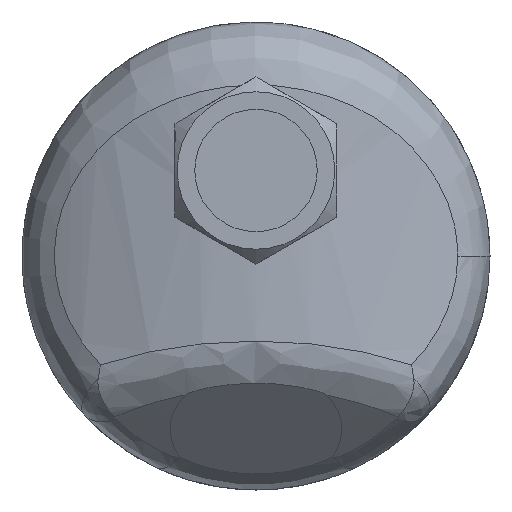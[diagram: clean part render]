
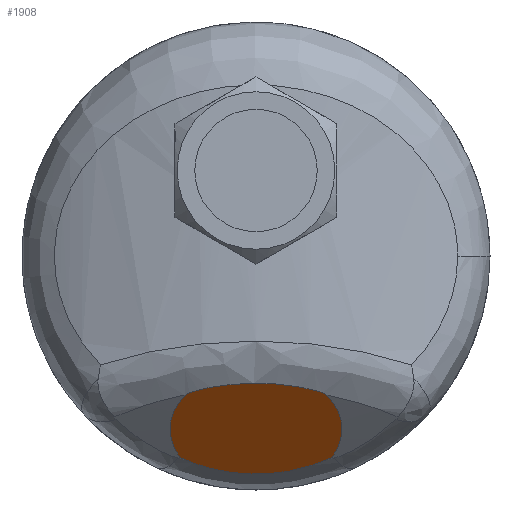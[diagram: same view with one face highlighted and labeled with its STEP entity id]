
A CAD part, left-side view. The second image highlights one B-rep face of the part: STEP entity #1908.
In plain terms, the highlighted free-form (B-spline) face has degree [1, 1] with [2, 2] control points.
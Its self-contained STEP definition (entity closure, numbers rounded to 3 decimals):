
#1227=CARTESIAN_POINT('',(-35.782,-16.946,-44.718));
#1228=VERTEX_POINT('',#1227);
#1248=CARTESIAN_POINT('',(-35.782,16.946,-44.718));
#1249=VERTEX_POINT('',#1248);
#1250=CARTESIAN_POINT('',(-35.782,-16.946,-44.718));
#1251=CARTESIAN_POINT('',(-35.279,-15.871,-45.221));
#1252=CARTESIAN_POINT('',(-34.662,-14.386,-45.838));
#1253=CARTESIAN_POINT('',(-33.865,-12.074,-46.635));
#1254=CARTESIAN_POINT('',(-33.285,-10.104,-47.215));
#1255=CARTESIAN_POINT('',(-32.796,-7.958,-47.704));
#1256=CARTESIAN_POINT('',(-32.504,-6.284,-47.996));
#1257=CARTESIAN_POINT('',(-32.266,-4.595,-48.234));
#1258=CARTESIAN_POINT('',(-32.069,-2.566,-48.431));
#1259=CARTESIAN_POINT('',(-32.004,-0.531,-48.496));
#1260=CARTESIAN_POINT('',(-32.025,1.176,-48.475));
#1261=CARTESIAN_POINT('',(-32.082,2.461,-48.418));
#1262=CARTESIAN_POINT('',(-32.262,4.703,-48.238));
#1263=CARTESIAN_POINT('',(-32.632,7.242,-47.868));
#1264=CARTESIAN_POINT('',(-33.286,10.108,-47.214));
#1265=CARTESIAN_POINT('',(-33.982,12.472,-46.518));
#1266=CARTESIAN_POINT('',(-34.812,14.763,-45.688));
#1267=CARTESIAN_POINT('',(-35.447,16.23,-45.053));
#1268=CARTESIAN_POINT('',(-35.782,16.946,-44.718));
#1269=B_SPLINE_CURVE_WITH_KNOTS('',3,(#1250,#1251,#1252,#1253,#1254,#1255,#1256,#1257,#1258,#1259,#1260,#1261,#1262,#1263,#1264,#1265,#1266,#1267,#1268),.UNSPECIFIED.,.F.,.U.,(4,1,1,1,1,1,1,1,1,1,1,1,1,1,1,1,4),(-9.496,-9.112,-8.984,-8.728,-8.472,-8.312,-8.216,-7.96,-7.704,-7.608,-7.448,-7.32,-6.936,-6.68,-6.423,-6.167,-5.912),.UNSPECIFIED.);
#1270=EDGE_CURVE('',#1228,#1249,#1269,.T.);
#1841=CARTESIAN_POINT('',(-49.602,15.778,-30.898));
#1842=VERTEX_POINT('',#1841);
#1843=CARTESIAN_POINT('',(-42.,0.0,-38.5));
#1844=DIRECTION('',(-0.707,0.0,-0.707));
#1845=DIRECTION('',(0.707,0.0,-0.707));
#1846=AXIS2_PLACEMENT_3D('',#1843,#1844,#1845);
#1847=CIRCLE('',#1846,19.092);
#1848=EDGE_CURVE('',#1842,#1249,#1847,.T.);
#1863=CARTESIAN_POINT('',(-32.004,19.092,-48.496));
#1864=CARTESIAN_POINT('',(-52.235,19.092,-28.265));
#1865=CARTESIAN_POINT('',(-32.004,-19.092,-48.496));
#1866=CARTESIAN_POINT('',(-52.235,-19.092,-28.265));
#1867=B_SPLINE_SURFACE_WITH_KNOTS('',1,1,((#1863,#1865),(#1864,#1866)),.UNSPECIFIED.,.F.,.F.,.U.,(2,2),(2,2),(0.0,28.611),(0.0,38.184),.UNSPECIFIED.);
#1868=ORIENTED_EDGE('',*,*,#1270,.F.);
#1869=CARTESIAN_POINT('',(-49.602,-15.778,-30.898));
#1870=VERTEX_POINT('',#1869);
#1871=CARTESIAN_POINT('',(-42.,0.0,-38.5));
#1872=DIRECTION('',(-0.707,0.0,-0.707));
#1873=DIRECTION('',(0.707,0.0,-0.707));
#1874=AXIS2_PLACEMENT_3D('',#1871,#1872,#1873);
#1875=CIRCLE('',#1874,19.092);
#1876=EDGE_CURVE('',#1228,#1870,#1875,.T.);
#1877=ORIENTED_EDGE('',*,*,#1876,.T.);
#1878=CARTESIAN_POINT('',(-49.602,15.778,-30.898));
#1879=CARTESIAN_POINT('',(-49.651,15.73,-30.849));
#1880=CARTESIAN_POINT('',(-49.699,15.66,-30.801));
#1881=CARTESIAN_POINT('',(-49.883,15.356,-30.617));
#1882=CARTESIAN_POINT('',(-50.028,14.993,-30.472));
#1883=CARTESIAN_POINT('',(-50.476,13.786,-30.024));
#1884=CARTESIAN_POINT('',(-50.921,12.182,-29.579));
#1885=CARTESIAN_POINT('',(-51.637,8.39,-28.863));
#1886=CARTESIAN_POINT('',(-51.876,6.577,-28.624));
#1887=CARTESIAN_POINT('',(-52.149,3.323,-28.351));
#1888=CARTESIAN_POINT('',(-52.215,1.865,-28.285));
#1889=CARTESIAN_POINT('',(-52.235,-0.999,-28.265));
#1890=CARTESIAN_POINT('',(-52.194,-2.406,-28.306));
#1891=CARTESIAN_POINT('',(-51.985,-5.539,-28.515));
#1892=CARTESIAN_POINT('',(-51.79,-7.273,-28.71));
#1893=CARTESIAN_POINT('',(-51.157,-11.142,-29.343));
#1894=CARTESIAN_POINT('',(-50.721,-12.914,-29.779));
#1895=CARTESIAN_POINT('',(-50.219,-14.48,-30.281));
#1896=CARTESIAN_POINT('',(-50.075,-14.89,-30.425));
#1897=CARTESIAN_POINT('',(-49.874,-15.343,-30.626));
#1898=CARTESIAN_POINT('',(-49.814,-15.468,-30.686));
#1899=CARTESIAN_POINT('',(-49.706,-15.65,-30.794));
#1900=CARTESIAN_POINT('',(-49.654,-15.727,-30.846));
#1901=CARTESIAN_POINT('',(-49.602,-15.778,-30.898));
#1902=B_SPLINE_CURVE_WITH_KNOTS('',3,(#1878,#1879,#1880,#1881,#1882,#1883,#1884,#1885,#1886,#1887,#1888,#1889,#1890,#1891,#1892,#1893,#1894,#1895,#1896,#1897,#1898,#1899,#1900,#1901),.UNSPECIFIED.,.F.,.U.,(4,2,2,2,2,2,2,2,2,2,2,4),(0.0,0.025,0.12,0.508,0.838,1.103,1.358,1.674,2.082,2.206,2.249,2.28),.UNSPECIFIED.);
#1903=EDGE_CURVE('',#1842,#1870,#1902,.T.);
#1904=ORIENTED_EDGE('',*,*,#1903,.F.);
#1905=ORIENTED_EDGE('',*,*,#1848,.T.);
#1906=EDGE_LOOP('',(#1868,#1877,#1904,#1905));
#1907=FACE_OUTER_BOUND('',#1906,.T.);
#1908=ADVANCED_FACE('',(#1907),#1867,.F.);
